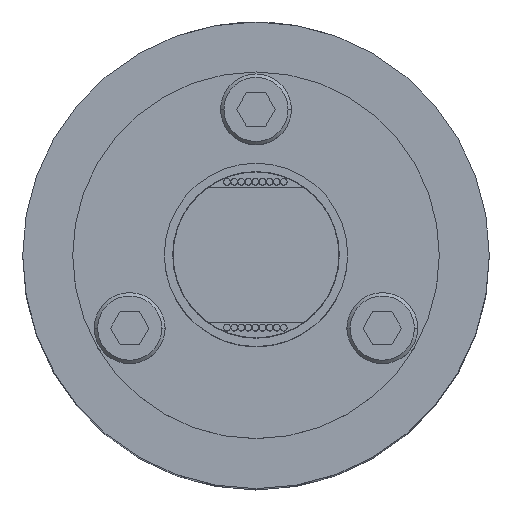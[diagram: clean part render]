
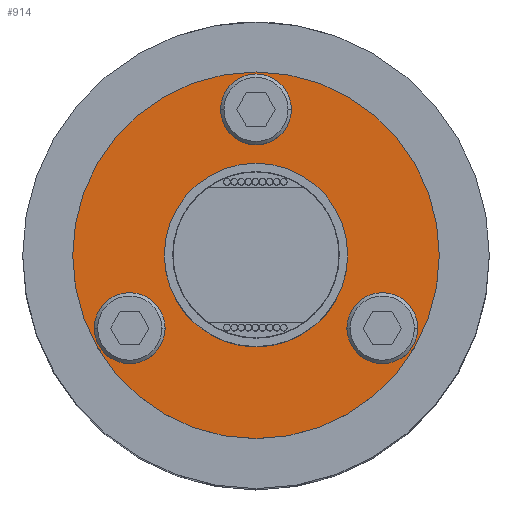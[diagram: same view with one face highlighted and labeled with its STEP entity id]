
A CAD part, top view. The second image highlights one B-rep face of the part: STEP entity #914.
In plain terms, the highlighted planar face has unit normal (0, 0, 1).
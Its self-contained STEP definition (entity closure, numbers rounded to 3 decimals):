
#7 = CARTESIAN_POINT ( 'NONE',  ( 0., 0., 94.4 ) ) ;
#59 = ORIENTED_EDGE ( 'NONE', *, *, #1499, .F. ) ;
#118 = EDGE_CURVE ( 'NONE', #7582, #2775, #2768, .T. ) ;
#144 = VERTEX_POINT ( 'NONE', #3673 ) ;
#287 = VERTEX_POINT ( 'NONE', #4237 ) ;
#398 = VERTEX_POINT ( 'NONE', #1864 ) ;
#581 = DIRECTION ( 'NONE',  ( 0., 0., 1. ) ) ;
#620 = DIRECTION ( 'NONE',  ( 1., 0., 0. ) ) ;
#846 = FACE_OUTER_BOUND ( 'NONE', #994, .T. ) ;
#856 = CIRCLE ( 'NONE', #6760, 4.25 ) ;
#914 = ADVANCED_FACE ( 'NONE', ( #3991, #3790, #846, #5342, #1043 ), #5853, .T. ) ;
#994 = EDGE_LOOP ( 'NONE', ( #3561, #1922 ) ) ;
#1015 = CIRCLE ( 'NONE', #3749, 11. ) ;
#1043 = FACE_BOUND ( 'NONE', #4895, .T. ) ;
#1057 = CARTESIAN_POINT ( 'NONE',  ( 0., 0., 94.4 ) ) ;
#1153 = EDGE_CURVE ( 'NONE', #1540, #5609, #5606, .T. ) ;
#1399 = CARTESIAN_POINT ( 'NONE',  ( 15.155, -8.75, 94.4 ) ) ;
#1460 = CARTESIAN_POINT ( 'NONE',  ( 15.155, -8.75, 94.4 ) ) ;
#1499 = EDGE_CURVE ( 'NONE', #2775, #7582, #3414, .T. ) ;
#1540 = VERTEX_POINT ( 'NONE', #4370 ) ;
#1541 = DIRECTION ( 'NONE',  ( 0., 0., 1. ) ) ;
#1554 = AXIS2_PLACEMENT_3D ( 'NONE', #1057, #5150, #1656 ) ;
#1656 = DIRECTION ( 'NONE',  ( 1., 0., 0. ) ) ;
#1741 = ORIENTED_EDGE ( 'NONE', *, *, #5498, .F. ) ;
#1754 = CARTESIAN_POINT ( 'NONE',  ( 0., 0., 94.4 ) ) ;
#1819 = AXIS2_PLACEMENT_3D ( 'NONE', #6378, #6022, #3173 ) ;
#1864 = CARTESIAN_POINT ( 'NONE',  ( 11., 0., 94.4 ) ) ;
#1922 = ORIENTED_EDGE ( 'NONE', *, *, #1153, .T. ) ;
#2002 = DIRECTION ( 'NONE',  ( -0.5, -0.866, 0. ) ) ;
#2056 = DIRECTION ( 'NONE',  ( -0.5, -0.866, 0. ) ) ;
#2081 = DIRECTION ( 'NONE',  ( 1., 0., 0. ) ) ;
#2120 = EDGE_LOOP ( 'NONE', ( #4301, #5459 ) ) ;
#2334 = CARTESIAN_POINT ( 'NONE',  ( 0., 0., 94.4 ) ) ;
#2358 = CIRCLE ( 'NONE', #6945, 22. ) ;
#2768 = CIRCLE ( 'NONE', #1819, 4.25 ) ;
#2775 = VERTEX_POINT ( 'NONE', #3924 ) ;
#2931 = EDGE_CURVE ( 'NONE', #5609, #1540, #2358, .T. ) ;
#2988 = CARTESIAN_POINT ( 'NONE',  ( -22., 0., 94.4 ) ) ;
#3010 = DIRECTION ( 'NONE',  ( 1., 0., 0. ) ) ;
#3093 = ORIENTED_EDGE ( 'NONE', *, *, #6689, .F. ) ;
#3133 = AXIS2_PLACEMENT_3D ( 'NONE', #5319, #5306, #5140 ) ;
#3173 = DIRECTION ( 'NONE',  ( -0.5, 0.866, 0. ) ) ;
#3281 = VERTEX_POINT ( 'NONE', #5678 ) ;
#3414 = CIRCLE ( 'NONE', #3133, 4.25 ) ;
#3471 = ORIENTED_EDGE ( 'NONE', *, *, #3756, .F. ) ;
#3561 = ORIENTED_EDGE ( 'NONE', *, *, #2931, .T. ) ;
#3673 = CARTESIAN_POINT ( 'NONE',  ( 19.405, -8.75, 94.4 ) ) ;
#3749 = AXIS2_PLACEMENT_3D ( 'NONE', #7, #4134, #620 ) ;
#3756 = EDGE_CURVE ( 'NONE', #6208, #144, #5391, .T. ) ;
#3790 = FACE_BOUND ( 'NONE', #2120, .T. ) ;
#3903 = AXIS2_PLACEMENT_3D ( 'NONE', #5048, #1541, #5622 ) ;
#3924 = CARTESIAN_POINT ( 'NONE',  ( -10.905, -8.75, 94.4 ) ) ;
#3927 = EDGE_CURVE ( 'NONE', #3281, #398, #4309, .T. ) ;
#3991 = FACE_BOUND ( 'NONE', #6437, .T. ) ;
#4108 = CARTESIAN_POINT ( 'NONE',  ( 0., 17.5, 94.4 ) ) ;
#4115 = DIRECTION ( 'NONE',  ( 1., 0., 0. ) ) ;
#4134 = DIRECTION ( 'NONE',  ( 0., 0., -1. ) ) ;
#4237 = CARTESIAN_POINT ( 'NONE',  ( 4.25, 17.5, 94.4 ) ) ;
#4279 = CARTESIAN_POINT ( 'NONE',  ( 10.905, -8.75, 94.4 ) ) ;
#4301 = ORIENTED_EDGE ( 'NONE', *, *, #3927, .T. ) ;
#4309 = CIRCLE ( 'NONE', #1554, 11. ) ;
#4370 = CARTESIAN_POINT ( 'NONE',  ( 22., 0., 94.4 ) ) ;
#4551 = DIRECTION ( 'NONE',  ( 0., 0., 1. ) ) ;
#4613 = CIRCLE ( 'NONE', #7543, 4.25 ) ;
#4689 = DIRECTION ( 'NONE',  ( 1., 0., 0. ) ) ;
#4832 = AXIS2_PLACEMENT_3D ( 'NONE', #1460, #5544, #2056 ) ;
#4895 = EDGE_LOOP ( 'NONE', ( #6828, #59 ) ) ;
#5015 = AXIS2_PLACEMENT_3D ( 'NONE', #6138, #4551, #2081 ) ;
#5048 = CARTESIAN_POINT ( 'NONE',  ( 0., 17.5, 94.4 ) ) ;
#5140 = DIRECTION ( 'NONE',  ( -0.5, 0.866, 0. ) ) ;
#5150 = DIRECTION ( 'NONE',  ( 0., 0., -1. ) ) ;
#5306 = DIRECTION ( 'NONE',  ( 0., 0., 1. ) ) ;
#5319 = CARTESIAN_POINT ( 'NONE',  ( -15.155, -8.75, 94.4 ) ) ;
#5342 = FACE_BOUND ( 'NONE', #6835, .T. ) ;
#5391 = CIRCLE ( 'NONE', #4832, 4.25 ) ;
#5459 = ORIENTED_EDGE ( 'NONE', *, *, #7102, .T. ) ;
#5478 = DIRECTION ( 'NONE',  ( 0., 0., 1. ) ) ;
#5498 = EDGE_CURVE ( 'NONE', #6866, #287, #856, .T. ) ;
#5531 = AXIS2_PLACEMENT_3D ( 'NONE', #1754, #6936, #4115 ) ;
#5544 = DIRECTION ( 'NONE',  ( 0., 0., 1. ) ) ;
#5606 = CIRCLE ( 'NONE', #5015, 22. ) ;
#5609 = VERTEX_POINT ( 'NONE', #2988 ) ;
#5622 = DIRECTION ( 'NONE',  ( 1., 0., 0. ) ) ;
#5678 = CARTESIAN_POINT ( 'NONE',  ( -11., 0., 94.4 ) ) ;
#5853 = PLANE ( 'NONE',  #5531 ) ;
#6022 = DIRECTION ( 'NONE',  ( 0., 0., 1. ) ) ;
#6138 = CARTESIAN_POINT ( 'NONE',  ( 0., 0., 94.4 ) ) ;
#6208 = VERTEX_POINT ( 'NONE', #4279 ) ;
#6282 = CARTESIAN_POINT ( 'NONE',  ( -19.405, -8.75, 94.4 ) ) ;
#6378 = CARTESIAN_POINT ( 'NONE',  ( -15.155, -8.75, 94.4 ) ) ;
#6437 = EDGE_LOOP ( 'NONE', ( #3471, #3093 ) ) ;
#6492 = DIRECTION ( 'NONE',  ( 0., 0., 1. ) ) ;
#6689 = EDGE_CURVE ( 'NONE', #144, #6208, #4613, .T. ) ;
#6760 = AXIS2_PLACEMENT_3D ( 'NONE', #4108, #581, #4689 ) ;
#6808 = CARTESIAN_POINT ( 'NONE',  ( -4.25, 17.5, 94.4 ) ) ;
#6822 = EDGE_CURVE ( 'NONE', #287, #6866, #6951, .T. ) ;
#6828 = ORIENTED_EDGE ( 'NONE', *, *, #118, .F. ) ;
#6835 = EDGE_LOOP ( 'NONE', ( #1741, #7013 ) ) ;
#6866 = VERTEX_POINT ( 'NONE', #6808 ) ;
#6936 = DIRECTION ( 'NONE',  ( 0., 0., 1. ) ) ;
#6945 = AXIS2_PLACEMENT_3D ( 'NONE', #2334, #6492, #3010 ) ;
#6951 = CIRCLE ( 'NONE', #3903, 4.25 ) ;
#7013 = ORIENTED_EDGE ( 'NONE', *, *, #6822, .F. ) ;
#7102 = EDGE_CURVE ( 'NONE', #398, #3281, #1015, .T. ) ;
#7543 = AXIS2_PLACEMENT_3D ( 'NONE', #1399, #5478, #2002 ) ;
#7582 = VERTEX_POINT ( 'NONE', #6282 ) ;
